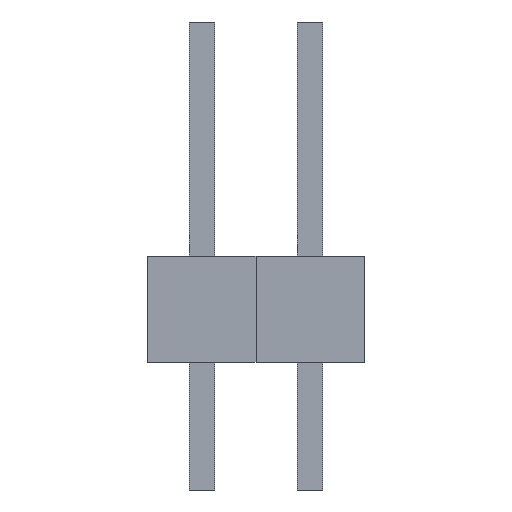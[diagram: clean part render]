
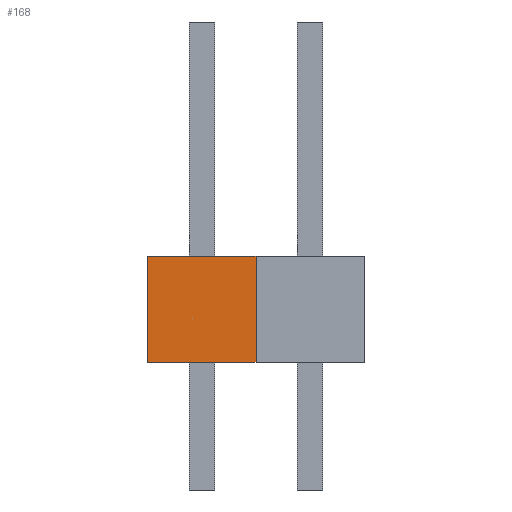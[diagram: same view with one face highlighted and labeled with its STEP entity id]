
A CAD part, front view. The second image highlights one B-rep face of the part: STEP entity #168.
In plain terms, the highlighted planar face has unit normal (0, -1, 0).
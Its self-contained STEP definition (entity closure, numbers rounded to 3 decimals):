
#13=DIRECTION('',(0.,0.,1.));
#14=DIRECTION('',(1.,0.,0.));
#119=EDGE_CURVE('',#120,#122,#124,.T.);
#120=VERTEX_POINT('',#121);
#121=CARTESIAN_POINT('',(-1.27,-1.271,0.));
#122=VERTEX_POINT('',#123);
#123=CARTESIAN_POINT('',(-1.27,-1.271,2.5));
#124=LINE('',#121,#125);
#125=VECTOR('',#13,1.);
#132=DIRECTION('',(0.,1.,0.));
#146=ORIENTED_EDGE('',*,*,#147,.F.);
#147=EDGE_CURVE('',#148,#150,#152,.T.);
#148=VERTEX_POINT('',#149);
#149=CARTESIAN_POINT('',(1.27,-1.271,0.));
#150=VERTEX_POINT('',#151);
#151=CARTESIAN_POINT('',(1.27,-1.271,2.5));
#152=LINE('',#149,#125);
#168=ADVANCED_FACE('',(#169),#179,.F.);
#169=FACE_BOUND('',#170,.F.);
#170=EDGE_LOOP('',(#171,#175,#176,#146));
#171=ORIENTED_EDGE('',*,*,#172,.F.);
#172=EDGE_CURVE('',#120,#148,#173,.T.);
#173=LINE('',#121,#174);
#174=VECTOR('',#14,1.);
#175=ORIENTED_EDGE('',*,*,#119,.T.);
#176=ORIENTED_EDGE('',*,*,#177,.T.);
#177=EDGE_CURVE('',#122,#150,#178,.T.);
#178=LINE('',#123,#174);
#179=PLANE('',#180);
#180=AXIS2_PLACEMENT_3D('',#121,#132,#13);
